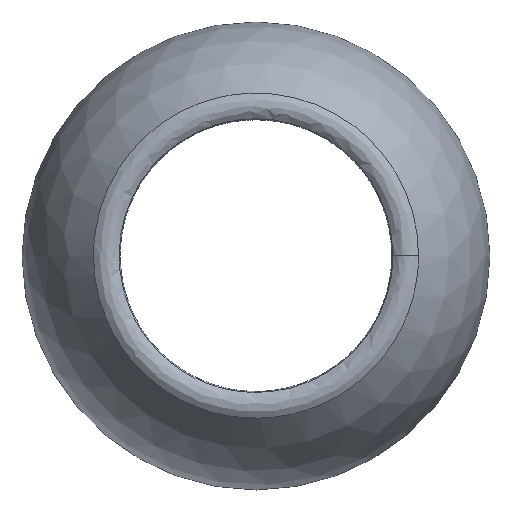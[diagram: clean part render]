
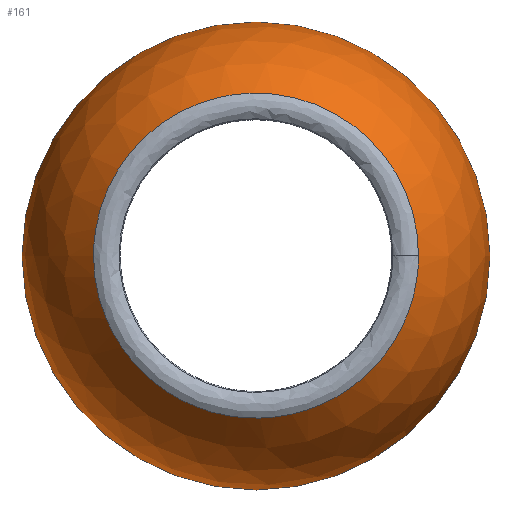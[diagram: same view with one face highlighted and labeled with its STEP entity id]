
A CAD part, top view. The second image highlights one B-rep face of the part: STEP entity #161.
In plain terms, the highlighted spherical face has radius 26.15 mm.
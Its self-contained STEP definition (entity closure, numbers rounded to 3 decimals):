
#30=SPHERICAL_SURFACE('',#191,26.15);
#40=FACE_OUTER_BOUND('',#51,.T.);
#51=EDGE_LOOP('',(#143,#144,#145,#146,#147,#148));
#60=CIRCLE('',#190,26.15);
#61=CIRCLE('',#192,26.15);
#63=B_SPLINE_CURVE_WITH_KNOTS('',3,(#354,#355,#356,#357,#358,#359,#360,
#361,#362,#363,#364,#365,#366,#367),.UNSPECIFIED.,.F.,.F.,(4,1,1,1,1,1,
1,1,1,1,1,4),(0.,0.281,0.374,0.748,
1.497,1.871,2.495,2.994,3.991,
4.179,4.49,5.238),.UNSPECIFIED.);
#64=B_SPLINE_CURVE_WITH_KNOTS('',3,(#369,#370,#371,#372,#373,#374,#375,
#376,#377,#378,#379,#380),.UNSPECIFIED.,.F.,.F.,(4,1,1,1,1,1,1,1,1,4),(5.238,
5.488,5.987,6.611,6.985,7.484,
8.232,8.981,9.729,10.478),
 .UNSPECIFIED.);
#69=B_SPLINE_CURVE_WITH_KNOTS('',3,(#574,#575,#576,#577),.UNSPECIFIED.,
 .F.,.F.,(4,4),(10.478,10.479),.UNSPECIFIED.);
#70=VERTEX_POINT('',#344);
#72=VERTEX_POINT('',#353);
#73=VERTEX_POINT('',#368);
#82=VERTEX_POINT('',#598);
#84=EDGE_CURVE('',#70,#72,#63,.T.);
#85=EDGE_CURVE('',#72,#73,#64,.T.);
#92=EDGE_CURVE('',#73,#70,#69,.T.);
#102=EDGE_CURVE('',#82,#82,#60,.T.);
#104=EDGE_CURVE('',#72,#82,#61,.T.);
#143=ORIENTED_EDGE('',*,*,#92,.F.);
#144=ORIENTED_EDGE('',*,*,#85,.F.);
#145=ORIENTED_EDGE('',*,*,#104,.T.);
#146=ORIENTED_EDGE('',*,*,#102,.T.);
#147=ORIENTED_EDGE('',*,*,#104,.F.);
#148=ORIENTED_EDGE('',*,*,#84,.F.);
#161=ADVANCED_FACE('',(#40),#30,.T.);
#190=AXIS2_PLACEMENT_3D('',#599,#226,#227);
#191=AXIS2_PLACEMENT_3D('',#601,#229,#230);
#192=AXIS2_PLACEMENT_3D('',#602,#231,#232);
#226=DIRECTION('center_axis',(0.,0.,1.));
#227=DIRECTION('ref_axis',(1.,0.,0.));
#229=DIRECTION('center_axis',(0.,0.,1.));
#230=DIRECTION('ref_axis',(1.,0.,0.));
#231=DIRECTION('center_axis',(0.,-1.,0.));
#232=DIRECTION('ref_axis',(-1.,0.,0.));
#344=CARTESIAN_POINT('',(18.168,0.,28.808));
#353=CARTESIAN_POINT('',(-18.167,0.,28.808));
#354=CARTESIAN_POINT('Ctrl Pts',(18.168,0.,28.808));
#355=CARTESIAN_POINT('Ctrl Pts',(18.168,1.013,28.808));
#356=CARTESIAN_POINT('Ctrl Pts',(18.055,2.374,28.808));
#357=CARTESIAN_POINT('Ctrl Pts',(17.52,5.052,28.808));
#358=CARTESIAN_POINT('Ctrl Pts',(16.06,9.238,28.808));
#359=CARTESIAN_POINT('Ctrl Pts',(12.581,13.601,28.808));
#360=CARTESIAN_POINT('Ctrl Pts',(7.171,16.995,28.808));
#361=CARTESIAN_POINT('Ctrl Pts',(1.835,18.423,28.808));
#362=CARTESIAN_POINT('Ctrl Pts',(-5.943,17.846,28.808));
#363=CARTESIAN_POINT('Ctrl Pts',(-11.475,14.661,28.808));
#364=CARTESIAN_POINT('Ctrl Pts',(-14.94,10.454,28.808));
#365=CARTESIAN_POINT('Ctrl Pts',(-17.301,6.561,28.808));
#366=CARTESIAN_POINT('Ctrl Pts',(-18.163,2.715,28.808));
#367=CARTESIAN_POINT('Ctrl Pts',(-18.167,0.,
28.808));
#368=CARTESIAN_POINT('',(18.168,-0.015,28.808));
#369=CARTESIAN_POINT('Ctrl Pts',(-18.167,0.,
28.808));
#370=CARTESIAN_POINT('Ctrl Pts',(-18.168,-0.909,28.808));
#371=CARTESIAN_POINT('Ctrl Pts',(-17.969,-3.631,28.808));
#372=CARTESIAN_POINT('Ctrl Pts',(-16.469,-8.453,28.808));
#373=CARTESIAN_POINT('Ctrl Pts',(-13.193,-12.895,28.808));
#374=CARTESIAN_POINT('Ctrl Pts',(-8.778,-16.145,28.808));
#375=CARTESIAN_POINT('Ctrl Pts',(-3.243,-18.318,28.808));
#376=CARTESIAN_POINT('Ctrl Pts',(4.201,-18.315,28.808));
#377=CARTESIAN_POINT('Ctrl Pts',(11.725,-14.681,28.808));
#378=CARTESIAN_POINT('Ctrl Pts',(16.941,-8.129,28.808));
#379=CARTESIAN_POINT('Ctrl Pts',(18.166,-2.716,28.808));
#380=CARTESIAN_POINT('Ctrl Pts',(18.168,-0.015,28.808));
#574=CARTESIAN_POINT('Ctrl Pts',(18.168,-0.015,28.808));
#575=CARTESIAN_POINT('Ctrl Pts',(18.168,-0.01,
28.808));
#576=CARTESIAN_POINT('Ctrl Pts',(18.168,-0.005,28.808));
#577=CARTESIAN_POINT('Ctrl Pts',(18.168,0.,
28.808));
#598=CARTESIAN_POINT('',(-26.15,0.,10.));
#599=CARTESIAN_POINT('Origin',(0.,0.,10.));
#601=CARTESIAN_POINT('Origin',(0.,0.,10.));
#602=CARTESIAN_POINT('Origin',(0.,0.,10.));
